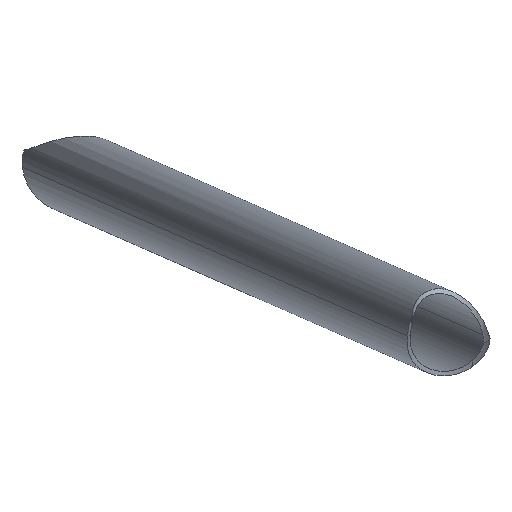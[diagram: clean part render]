
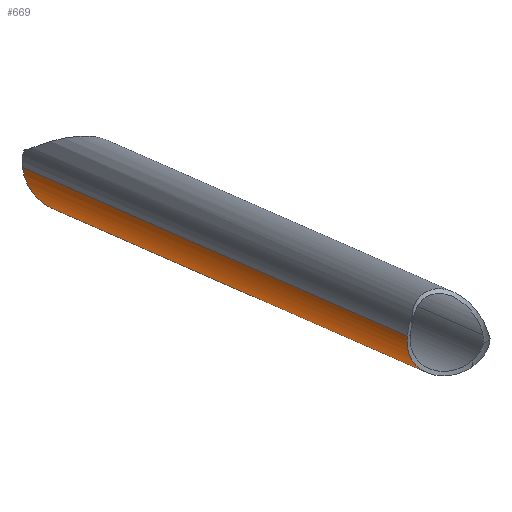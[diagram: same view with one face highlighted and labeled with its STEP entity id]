
A CAD part, left-side view. The second image highlights one B-rep face of the part: STEP entity #669.
In plain terms, the highlighted cylindrical face has radius 14 mm (diameter 28 mm), a partial arc.
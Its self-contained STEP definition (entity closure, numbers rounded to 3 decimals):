
#104=CARTESIAN_POINT('Vertex',(-672.233,-147.43,-71.271)) ;
#108=CARTESIAN_POINT('Control Point',(-666.64,-137.365,-57.629)) ;
#109=CARTESIAN_POINT('Control Point',(-667.369,-137.493,-58.681)) ;
#110=CARTESIAN_POINT('Control Point',(-668.094,-137.71,-59.725)) ;
#111=CARTESIAN_POINT('Control Point',(-668.792,-138.009,-60.769)) ;
#112=CARTESIAN_POINT('Control Point',(-669.927,-138.673,-62.564)) ;
#113=CARTESIAN_POINT('Control Point',(-670.897,-139.614,-64.328)) ;
#114=CARTESIAN_POINT('Control Point',(-671.269,-140.06,-65.06)) ;
#115=CARTESIAN_POINT('Control Point',(-672.171,-141.432,-67.034)) ;
#116=CARTESIAN_POINT('Control Point',(-672.677,-143.214,-68.837)) ;
#117=CARTESIAN_POINT('Control Point',(-672.791,-144.525,-69.874)) ;
#118=CARTESIAN_POINT('Control Point',(-672.63,-145.961,-70.694)) ;
#119=CARTESIAN_POINT('Control Point',(-672.233,-147.43,-71.271)) ;
#120=CARTESIAN_POINT('Vertex',(-666.64,-137.365,-57.629)) ;
#161=CARTESIAN_POINT('Vertex',(-659.926,-164.342,-60.221)) ;
#165=CARTESIAN_POINT('Control Point',(-659.926,-164.342,-60.221)) ;
#166=CARTESIAN_POINT('Control Point',(-659.644,-164.153,-60.891)) ;
#167=CARTESIAN_POINT('Control Point',(-659.421,-163.926,-61.576)) ;
#168=CARTESIAN_POINT('Control Point',(-659.283,-163.66,-62.277)) ;
#169=CARTESIAN_POINT('Control Point',(-659.283,-163.199,-63.364)) ;
#170=CARTESIAN_POINT('Control Point',(-659.564,-162.698,-64.383)) ;
#171=CARTESIAN_POINT('Control Point',(-659.697,-162.517,-64.733)) ;
#172=CARTESIAN_POINT('Control Point',(-660.34,-161.773,-66.098)) ;
#173=CARTESIAN_POINT('Control Point',(-661.322,-160.993,-67.254)) ;
#174=CARTESIAN_POINT('Control Point',(-662.114,-160.379,-68.027)) ;
#175=CARTESIAN_POINT('Control Point',(-664.1,-158.807,-69.697)) ;
#176=CARTESIAN_POINT('Control Point',(-666.17,-156.953,-70.932)) ;
#177=CARTESIAN_POINT('Control Point',(-667.352,-155.76,-71.505)) ;
#178=CARTESIAN_POINT('Control Point',(-669.299,-153.486,-72.179)) ;
#179=CARTESIAN_POINT('Control Point',(-670.89,-150.883,-72.168)) ;
#180=CARTESIAN_POINT('Control Point',(-671.47,-149.74,-72.025)) ;
#181=CARTESIAN_POINT('Control Point',(-671.923,-148.575,-71.722)) ;
#182=CARTESIAN_POINT('Control Point',(-672.233,-147.43,-71.271)) ;
#259=CARTESIAN_POINT('Vertex',(-668.112,-166.052,-58.114)) ;
#265=CARTESIAN_POINT('Control Point',(-659.926,-164.342,-60.221)) ;
#266=CARTESIAN_POINT('Control Point',(-661.495,-164.76,-59.636)) ;
#267=CARTESIAN_POINT('Control Point',(-663.137,-165.11,-59.229)) ;
#268=CARTESIAN_POINT('Control Point',(-664.787,-165.449,-58.826)) ;
#269=CARTESIAN_POINT('Control Point',(-666.446,-165.759,-58.465)) ;
#270=CARTESIAN_POINT('Control Point',(-668.112,-166.052,-58.114)) ;
#418=CARTESIAN_POINT('Vertex',(-1393.986,-265.016,-113.598)) ;
#422=CARTESIAN_POINT('Control Point',(-1393.986,-265.016,-113.598)) ;
#423=CARTESIAN_POINT('Control Point',(-1393.527,-264.935,-114.351)) ;
#424=CARTESIAN_POINT('Control Point',(-1392.972,-264.894,-115.05)) ;
#425=CARTESIAN_POINT('Control Point',(-1392.387,-264.89,-115.715)) ;
#426=CARTESIAN_POINT('Control Point',(-1390.948,-264.968,-117.238)) ;
#427=CARTESIAN_POINT('Control Point',(-1389.437,-265.26,-118.665)) ;
#428=CARTESIAN_POINT('Control Point',(-1388.563,-265.504,-119.468)) ;
#429=CARTESIAN_POINT('Control Point',(-1387.002,-266.086,-120.87)) ;
#430=CARTESIAN_POINT('Control Point',(-1385.498,-266.951,-122.184)) ;
#431=CARTESIAN_POINT('Control Point',(-1384.849,-267.395,-122.747)) ;
#432=CARTESIAN_POINT('Control Point',(-1383.592,-268.415,-123.828)) ;
#433=CARTESIAN_POINT('Control Point',(-1382.478,-269.703,-124.774)) ;
#434=CARTESIAN_POINT('Control Point',(-1381.963,-270.422,-125.209)) ;
#435=CARTESIAN_POINT('Control Point',(-1381.08,-271.956,-125.949)) ;
#436=CARTESIAN_POINT('Control Point',(-1380.479,-273.709,-126.443)) ;
#437=CARTESIAN_POINT('Control Point',(-1380.263,-274.604,-126.615)) ;
#438=CARTESIAN_POINT('Control Point',(-1379.995,-276.464,-126.819)) ;
#439=CARTESIAN_POINT('Control Point',(-1380.055,-278.352,-126.735)) ;
#440=CARTESIAN_POINT('Control Point',(-1380.165,-279.295,-126.621)) ;
#441=CARTESIAN_POINT('Control Point',(-1380.58,-281.419,-126.214)) ;
#442=CARTESIAN_POINT('Control Point',(-1381.311,-283.382,-125.514)) ;
#443=CARTESIAN_POINT('Control Point',(-1381.805,-284.429,-125.038)) ;
#444=CARTESIAN_POINT('Control Point',(-1382.357,-285.409,-124.498)) ;
#445=CARTESIAN_POINT('Control Point',(-1382.951,-286.322,-123.897)) ;
#446=CARTESIAN_POINT('Vertex',(-1382.951,-286.322,-123.897)) ;
#512=CARTESIAN_POINT('Vertex',(-1388.283,-292.413,-114.441)) ;
#526=CARTESIAN_POINT('Control Point',(-1388.283,-292.413,-114.441)) ;
#527=CARTESIAN_POINT('Control Point',(-1388.331,-292.378,-115.108)) ;
#528=CARTESIAN_POINT('Control Point',(-1388.307,-292.289,-115.777)) ;
#529=CARTESIAN_POINT('Control Point',(-1388.189,-292.141,-116.432)) ;
#530=CARTESIAN_POINT('Control Point',(-1387.86,-291.807,-117.494)) ;
#531=CARTESIAN_POINT('Control Point',(-1387.381,-291.364,-118.451)) ;
#532=CARTESIAN_POINT('Control Point',(-1387.162,-291.161,-118.836)) ;
#533=CARTESIAN_POINT('Control Point',(-1386.601,-290.639,-119.729)) ;
#534=CARTESIAN_POINT('Control Point',(-1385.989,-290.044,-120.54)) ;
#535=CARTESIAN_POINT('Control Point',(-1385.623,-289.672,-120.992)) ;
#536=CARTESIAN_POINT('Control Point',(-1384.85,-288.844,-121.902)) ;
#537=CARTESIAN_POINT('Control Point',(-1384.087,-287.923,-122.728)) ;
#538=CARTESIAN_POINT('Control Point',(-1383.695,-287.415,-123.14)) ;
#539=CARTESIAN_POINT('Control Point',(-1383.315,-286.881,-123.53)) ;
#540=CARTESIAN_POINT('Control Point',(-1382.951,-286.322,-123.897)) ;
#636=CARTESIAN_POINT('Axis2P3D Location',(-1026.417,-214.721,-85.5)) ;
#641=CARTESIAN_POINT('Line Origine',(-1028.837,-200.931,-85.5)) ;
#646=CARTESIAN_POINT('Line Origine',(-1023.996,-228.51,-85.5)) ;
#650=CARTESIAN_POINT('Vertex',(-1386.889,-292.198,-113.425)) ;
#654=CARTESIAN_POINT('Control Point',(-1388.283,-292.413,-114.441)) ;
#655=CARTESIAN_POINT('Control Point',(-1387.825,-292.353,-114.093)) ;
#656=CARTESIAN_POINT('Control Point',(-1387.359,-292.281,-113.756)) ;
#657=CARTESIAN_POINT('Control Point',(-1386.889,-292.198,-113.425)) ;
#637=DIRECTION('Axis2P3D Direction',(-0.982,-0.172,-0.076)) ;
#638=DIRECTION('Axis2P3D XDirection',(-0.173,0.985,0.)) ;
#642=DIRECTION('Vector Direction',(-0.982,-0.172,-0.076)) ;
#647=DIRECTION('Vector Direction',(-0.982,-0.172,-0.076)) ;
#639=AXIS2_PLACEMENT_3D('Cylinder Axis2P3D',#636,#637,#638) ;
#660=ORIENTED_EDGE('',*,*,#541,.T.) ;
#661=ORIENTED_EDGE('',*,*,#448,.F.) ;
#662=ORIENTED_EDGE('',*,*,#645,.F.) ;
#663=ORIENTED_EDGE('',*,*,#122,.T.) ;
#664=ORIENTED_EDGE('',*,*,#183,.F.) ;
#665=ORIENTED_EDGE('',*,*,#271,.T.) ;
#666=ORIENTED_EDGE('',*,*,#652,.T.) ;
#667=ORIENTED_EDGE('',*,*,#658,.F.) ;
#643=VECTOR('Line Direction',#642,1.) ;
#648=VECTOR('Line Direction',#647,1.) ;
#669=ADVANCED_FACE('PartBody',(#668),#640,.T.) ;
#107=B_SPLINE_CURVE_WITH_KNOTS('',5,(#108,#109,#110,#111,#112,#113,#114,#115,#116,#117,#118,#119),.UNSPECIFIED.,.F.,.U.,(6,3,3,6),(0.,9.098,15.681,27.185),.UNSPECIFIED.) ;
#164=B_SPLINE_CURVE_WITH_KNOTS('',5,(#165,#166,#167,#168,#169,#170,#171,#172,#173,#174,#175,#176,#177,#178,#179,#180,#181,#182),.UNSPECIFIED.,.F.,.U.,(6,3,3,3,3,6),(4.293,9.603,12.532,21.475,33.927,42.903),.UNSPECIFIED.) ;
#264=B_SPLINE_CURVE_WITH_KNOTS('',5,(#265,#266,#267,#268,#269,#270),.UNSPECIFIED.,.F.,.U.,(6,6),(0.901,13.113),.UNSPECIFIED.) ;
#421=B_SPLINE_CURVE_WITH_KNOTS('',5,(#422,#423,#424,#425,#426,#427,#428,#429,#430,#431,#432,#433,#434,#435,#436,#437,#438,#439,#440,#441,#442,#443,#444,#445),.UNSPECIFIED.,.F.,.U.,(6,3,3,3,3,3,3,6),(0.,6.26,14.806,21.616,28.527,35.094,41.805,50.601),.UNSPECIFIED.) ;
#525=B_SPLINE_CURVE_WITH_KNOTS('',5,(#526,#527,#528,#529,#530,#531,#532,#533,#534,#535,#536,#537,#538,#539,#540),.UNSPECIFIED.,.F.,.U.,(6,3,3,3,6),(1.31,6.046,9.476,14.357,19.742),.UNSPECIFIED.) ;
#653=B_SPLINE_CURVE_WITH_KNOTS('',3,(#654,#655,#656,#657),.UNSPECIFIED.,.F.,.U.,(4,4),(1.387,3.849),.UNSPECIFIED.) ;
#640=CYLINDRICAL_SURFACE('generated cylinder',#639,14.) ;
#122=EDGE_CURVE('',#121,#105,#107,.T.) ;
#183=EDGE_CURVE('',#162,#105,#164,.T.) ;
#271=EDGE_CURVE('',#162,#260,#264,.T.) ;
#448=EDGE_CURVE('',#419,#447,#421,.T.) ;
#541=EDGE_CURVE('',#513,#447,#525,.T.) ;
#645=EDGE_CURVE('',#121,#419,#644,.T.) ;
#652=EDGE_CURVE('',#260,#651,#649,.T.) ;
#658=EDGE_CURVE('',#513,#651,#653,.T.) ;
#659=EDGE_LOOP('',(#660,#661,#662,#663,#664,#665,#666,#667)) ;
#668=FACE_OUTER_BOUND('',#659,.T.) ;
#644=LINE('Line',#641,#643) ;
#649=LINE('Line',#646,#648) ;
#105=VERTEX_POINT('',#104) ;
#121=VERTEX_POINT('',#120) ;
#162=VERTEX_POINT('',#161) ;
#260=VERTEX_POINT('',#259) ;
#419=VERTEX_POINT('',#418) ;
#447=VERTEX_POINT('',#446) ;
#513=VERTEX_POINT('',#512) ;
#651=VERTEX_POINT('',#650) ;
